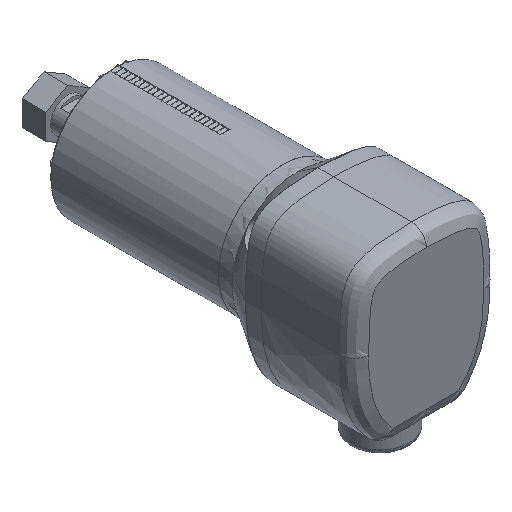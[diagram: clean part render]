
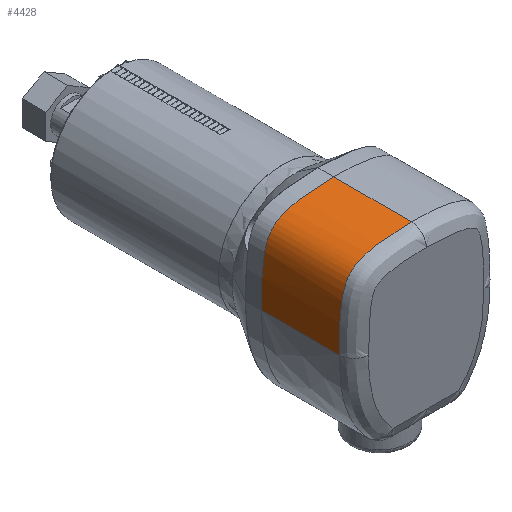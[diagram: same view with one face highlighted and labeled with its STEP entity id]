
A CAD part, isometric view. The second image highlights one B-rep face of the part: STEP entity #4428.
In plain terms, the highlighted free-form (B-spline) face has degree [5, 1] with [20, 2] control points.
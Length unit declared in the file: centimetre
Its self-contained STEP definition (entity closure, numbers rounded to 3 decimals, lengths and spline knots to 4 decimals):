
#96=B_SPLINE_CURVE_WITH_KNOTS('',3,(#10906,#10907,#10908,#10909,#10910,
#10911,#10912,#10913,#10914,#10915,#10916,#10917,#10918,#10919,#10920,#10921,
#10922,#10923,#10924,#10925,#10926,#10927,#10928,#10929,#10930,#10931,#10932,
#10933,#10934,#10935,#10936,#10937,#10938),.UNSPECIFIED.,.F.,.F.,(4,1,1,
1,1,1,1,1,1,1,1,1,1,1,1,1,1,1,1,1,1,1,1,1,1,1,1,1,2,4),(0.,0.3922,
0.7843,1.1765,1.5687,1.7648,1.9609,
2.1569,2.353,2.4837,2.5491,2.6145,
2.6798,2.7452,2.8759,3.1374,3.3334,
3.4315,3.5295,3.7256,3.9217,4.1178,
4.3139,4.51,4.706,4.9021,5.0982,
5.2943,5.4904,5.4904),.UNSPECIFIED.);
#113=(
BOUNDED_SURFACE()
B_SPLINE_SURFACE(5,1,((#11206,#11207),(#11208,#11209),(#11210,#11211),(#11212,
#11213),(#11214,#11215),(#11216,#11217),(#11218,#11219),(#11220,#11221),
(#11222,#11223),(#11224,#11225),(#11226,#11227),(#11228,#11229),(#11230,
#11231),(#11232,#11233),(#11234,#11235),(#11236,#11237),(#11238,#11239),
(#11240,#11241),(#11242,#11243),(#11244,#11245)),.UNSPECIFIED.,.F.,.F.,
 .F.)
B_SPLINE_SURFACE_WITH_KNOTS((6,1,1,1,1,1,1,1,1,1,1,1,1,1,1,6),(2,2),(0.,
0.0667,0.1333,0.2,0.2667,0.3333,
0.4,0.4667,0.5333,0.6,0.6667,0.7333,
0.8,0.8667,0.9333,1.),(0.,4.7),.UNSPECIFIED.)
GEOMETRIC_REPRESENTATION_ITEM()
RATIONAL_B_SPLINE_SURFACE(((1.,1.),(1.,1.),(1.,1.),(1.,1.),(1.,1.),(1.,
1.),(1.,1.),(1.,1.),(1.,1.),(1.,1.),(1.,1.),(1.,1.),(1.,1.),(1.,1.),(1.,
1.),(1.,1.),(1.,1.),(1.,1.),(1.,1.),(1.,1.)))
REPRESENTATION_ITEM('')
SURFACE()
);
#169=(
BOUNDED_CURVE()
B_SPLINE_CURVE(5,(#11248,#11249,#11250,#11251,#11252,#11253,#11254,#11255,
#11256,#11257,#11258,#11259,#11260,#11261,#11262,#11263,#11264,#11265,#11266,
#11267),.UNSPECIFIED.,.F.,.F.)
B_SPLINE_CURVE_WITH_KNOTS((6,1,1,1,1,1,1,1,1,1,1,1,1,1,1,6),(0.,0.0667,
0.1333,0.2,0.2667,0.3333,0.4,0.4667,
0.5333,0.6,0.6667,0.7333,0.8,0.8667,
0.9333,1.),.UNSPECIFIED.)
CURVE()
GEOMETRIC_REPRESENTATION_ITEM()
RATIONAL_B_SPLINE_CURVE((1.,1.,1.,1.,1.,1.,1.,1.,1.,1.,1.,1.,1.,1.,1.,1.,
1.,1.,1.,1.))
REPRESENTATION_ITEM('')
);
#529=LINE('',#10008,#915);
#530=LINE('',#11247,#916);
#915=VECTOR('',#5859,1.);
#916=VECTOR('',#5882,1.);
#1449=FACE_OUTER_BOUND('',#1732,.T.);
#1732=EDGE_LOOP('',(#4088,#4089,#4090,#4091));
#2272=VERTEX_POINT('',#9978);
#2273=VERTEX_POINT('',#10007);
#2280=VERTEX_POINT('',#10585);
#2283=VERTEX_POINT('',#11246);
#2882=EDGE_CURVE('',#2273,#2272,#529,.T.);
#2899=EDGE_CURVE('',#2280,#2272,#96,.T.);
#2902=EDGE_CURVE('',#2283,#2280,#530,.T.);
#2903=EDGE_CURVE('',#2283,#2273,#169,.T.);
#4088=ORIENTED_EDGE('',*,*,#2899,.F.);
#4089=ORIENTED_EDGE('',*,*,#2902,.F.);
#4090=ORIENTED_EDGE('',*,*,#2903,.T.);
#4091=ORIENTED_EDGE('',*,*,#2882,.T.);
#4428=ADVANCED_FACE('',(#1449),#113,.T.);
#5859=DIRECTION('',(0.,-1.,0.));
#5882=DIRECTION('',(0.,-1.,0.));
#9978=CARTESIAN_POINT('',(-3.6751,-6.55,0.));
#10007=CARTESIAN_POINT('',(-3.6751,-2.6,0.));
#10008=CARTESIAN_POINT('',(-3.6751,-2.6,0.));
#10585=CARTESIAN_POINT('',(0.,-6.55,4.0128));
#10906=CARTESIAN_POINT('Ctrl Pts',(0.,-6.55,
4.0128));
#10907=CARTESIAN_POINT('Ctrl Pts',(-0.1372,-6.55,
4.0128));
#10908=CARTESIAN_POINT('Ctrl Pts',(-0.4131,-6.55,
4.0092));
#10909=CARTESIAN_POINT('Ctrl Pts',(-0.8296,-6.55,3.991));
#10910=CARTESIAN_POINT('Ctrl Pts',(-1.2509,-6.55,
3.9568));
#10911=CARTESIAN_POINT('Ctrl Pts',(-1.6094,-6.55,3.9106));
#10912=CARTESIAN_POINT('Ctrl Pts',(-1.9041,-6.55,3.8574));
#10913=CARTESIAN_POINT('Ctrl Pts',(-2.1307,-6.55,
3.8064));
#10914=CARTESIAN_POINT('Ctrl Pts',(-2.3671,-6.55,
3.7392));
#10915=CARTESIAN_POINT('Ctrl Pts',(-2.5938,-6.55,3.6549));
#10916=CARTESIAN_POINT('Ctrl Pts',(-2.7878,-6.55,3.5569));
#10917=CARTESIAN_POINT('Ctrl Pts',(-2.9364,-6.55,3.458));
#10918=CARTESIAN_POINT('Ctrl Pts',(-3.0585,-6.55,3.3565));
#10919=CARTESIAN_POINT('Ctrl Pts',(-3.1757,-6.55,3.2267));
#10920=CARTESIAN_POINT('Ctrl Pts',(-3.2915,-6.55,3.0539));
#10921=CARTESIAN_POINT('Ctrl Pts',(-3.4079,-6.55,2.8028));
#10922=CARTESIAN_POINT('Ctrl Pts',(-3.4806,-6.55,
2.5467));
#10923=CARTESIAN_POINT('Ctrl Pts',(-3.5278,-6.55,2.324));
#10924=CARTESIAN_POINT('Ctrl Pts',(-3.5532,-6.55,2.174));
#10925=CARTESIAN_POINT('Ctrl Pts',(-3.5755,-6.55,
2.0266));
#10926=CARTESIAN_POINT('Ctrl Pts',(-3.5978,-6.55,
1.8469));
#10927=CARTESIAN_POINT('Ctrl Pts',(-3.6187,-6.55,
1.635));
#10928=CARTESIAN_POINT('Ctrl Pts',(-3.6351,-6.55,
1.4258));
#10929=CARTESIAN_POINT('Ctrl Pts',(-3.6479,-6.55,
1.2187));
#10930=CARTESIAN_POINT('Ctrl Pts',(-3.6577,-6.55,
1.0133));
#10931=CARTESIAN_POINT('Ctrl Pts',(-3.665,-6.55,0.8093));
#10932=CARTESIAN_POINT('Ctrl Pts',(-3.6702,-6.55,
0.6062));
#10933=CARTESIAN_POINT('Ctrl Pts',(-3.6735,-6.55,
0.4036));
#10934=CARTESIAN_POINT('Ctrl Pts',(-3.6752,-6.55,
0.2015));
#10935=CARTESIAN_POINT('Ctrl Pts',(-3.6753,-6.55,
0.0671));
#10936=CARTESIAN_POINT('Ctrl Pts',(-3.6751,-6.55,
0.));
#10937=CARTESIAN_POINT('Ctrl Pts',(-3.6751,-6.55,
0.));
#10938=CARTESIAN_POINT('Ctrl Pts',(-3.6751,-6.55,0.));
#11206=CARTESIAN_POINT('Ctrl Pts',(0.,-2.6,4.0128));
#11207=CARTESIAN_POINT('Ctrl Pts',(0.,-7.3,4.0128));
#11208=CARTESIAN_POINT('Ctrl Pts',(-0.1298,-2.6,4.0128));
#11209=CARTESIAN_POINT('Ctrl Pts',(-0.1298,-7.3,4.0128));
#11210=CARTESIAN_POINT('Ctrl Pts',(-0.3837,-2.6,4.0101));
#11211=CARTESIAN_POINT('Ctrl Pts',(-0.3837,-7.3,4.0101));
#11212=CARTESIAN_POINT('Ctrl Pts',(-0.7474,-2.6,3.9982));
#11213=CARTESIAN_POINT('Ctrl Pts',(-0.7474,-7.3,3.9982));
#11214=CARTESIAN_POINT('Ctrl Pts',(-1.1976,-2.6,3.9667));
#11215=CARTESIAN_POINT('Ctrl Pts',(-1.1976,-7.3,3.9667));
#11216=CARTESIAN_POINT('Ctrl Pts',(-1.6997,-2.6,3.9022));
#11217=CARTESIAN_POINT('Ctrl Pts',(-1.6997,-7.3,3.9022));
#11218=CARTESIAN_POINT('Ctrl Pts',(-2.1376,-2.6,3.813));
#11219=CARTESIAN_POINT('Ctrl Pts',(-2.1376,-7.3,3.813));
#11220=CARTESIAN_POINT('Ctrl Pts',(-2.5088,-2.6,3.6983));
#11221=CARTESIAN_POINT('Ctrl Pts',(-2.5088,-7.3,3.6983));
#11222=CARTESIAN_POINT('Ctrl Pts',(-2.8128,-2.6,3.5556));
#11223=CARTESIAN_POINT('Ctrl Pts',(-2.8128,-7.3,3.5556));
#11224=CARTESIAN_POINT('Ctrl Pts',(-3.0532,-2.6,3.3794));
#11225=CARTESIAN_POINT('Ctrl Pts',(-3.0532,-7.3,3.3794));
#11226=CARTESIAN_POINT('Ctrl Pts',(-3.2383,-2.6,3.1616));
#11227=CARTESIAN_POINT('Ctrl Pts',(-3.2383,-7.3,3.1616));
#11228=CARTESIAN_POINT('Ctrl Pts',(-3.3781,-2.6,2.8936));
#11229=CARTESIAN_POINT('Ctrl Pts',(-3.3781,-7.3,2.8936));
#11230=CARTESIAN_POINT('Ctrl Pts',(-3.4826,-2.6,2.5678));
#11231=CARTESIAN_POINT('Ctrl Pts',(-3.4826,-7.3,2.5678));
#11232=CARTESIAN_POINT('Ctrl Pts',(-3.5598,-2.6,2.1802));
#11233=CARTESIAN_POINT('Ctrl Pts',(-3.5598,-7.3,2.1802));
#11234=CARTESIAN_POINT('Ctrl Pts',(-3.6152,-2.6,1.7301));
#11235=CARTESIAN_POINT('Ctrl Pts',(-3.6152,-7.3,1.7301));
#11236=CARTESIAN_POINT('Ctrl Pts',(-3.6523,-2.6,1.2182));
#11237=CARTESIAN_POINT('Ctrl Pts',(-3.6523,-7.3,1.2182));
#11238=CARTESIAN_POINT('Ctrl Pts',(-3.669,-2.6,0.7603));
#11239=CARTESIAN_POINT('Ctrl Pts',(-3.669,-7.3,0.7603));
#11240=CARTESIAN_POINT('Ctrl Pts',(-3.6747,-2.6,0.3904));
#11241=CARTESIAN_POINT('Ctrl Pts',(-3.6747,-7.3,0.3904));
#11242=CARTESIAN_POINT('Ctrl Pts',(-3.6755,-2.6,0.1321));
#11243=CARTESIAN_POINT('Ctrl Pts',(-3.6755,-7.3,0.1321));
#11244=CARTESIAN_POINT('Ctrl Pts',(-3.6751,-2.6,0.));
#11245=CARTESIAN_POINT('Ctrl Pts',(-3.6751,-7.3,0.));
#11246=CARTESIAN_POINT('',(0.,-2.6,4.0128));
#11247=CARTESIAN_POINT('',(0.,-2.6,4.0128));
#11248=CARTESIAN_POINT('Ctrl Pts',(0.,-2.6,4.0128));
#11249=CARTESIAN_POINT('Ctrl Pts',(-0.1298,-2.6,4.0128));
#11250=CARTESIAN_POINT('Ctrl Pts',(-0.3837,-2.6,4.0101));
#11251=CARTESIAN_POINT('Ctrl Pts',(-0.7474,-2.6,3.9982));
#11252=CARTESIAN_POINT('Ctrl Pts',(-1.1976,-2.6,3.9667));
#11253=CARTESIAN_POINT('Ctrl Pts',(-1.6997,-2.6,3.9022));
#11254=CARTESIAN_POINT('Ctrl Pts',(-2.1376,-2.6,3.813));
#11255=CARTESIAN_POINT('Ctrl Pts',(-2.5088,-2.6,3.6983));
#11256=CARTESIAN_POINT('Ctrl Pts',(-2.8128,-2.6,3.5556));
#11257=CARTESIAN_POINT('Ctrl Pts',(-3.0532,-2.6,3.3794));
#11258=CARTESIAN_POINT('Ctrl Pts',(-3.2383,-2.6,3.1616));
#11259=CARTESIAN_POINT('Ctrl Pts',(-3.3781,-2.6,2.8936));
#11260=CARTESIAN_POINT('Ctrl Pts',(-3.4826,-2.6,2.5678));
#11261=CARTESIAN_POINT('Ctrl Pts',(-3.5598,-2.6,2.1802));
#11262=CARTESIAN_POINT('Ctrl Pts',(-3.6152,-2.6,1.7301));
#11263=CARTESIAN_POINT('Ctrl Pts',(-3.6523,-2.6,1.2182));
#11264=CARTESIAN_POINT('Ctrl Pts',(-3.669,-2.6,0.7603));
#11265=CARTESIAN_POINT('Ctrl Pts',(-3.6747,-2.6,0.3904));
#11266=CARTESIAN_POINT('Ctrl Pts',(-3.6755,-2.6,0.1321));
#11267=CARTESIAN_POINT('Ctrl Pts',(-3.6751,-2.6,0.));
